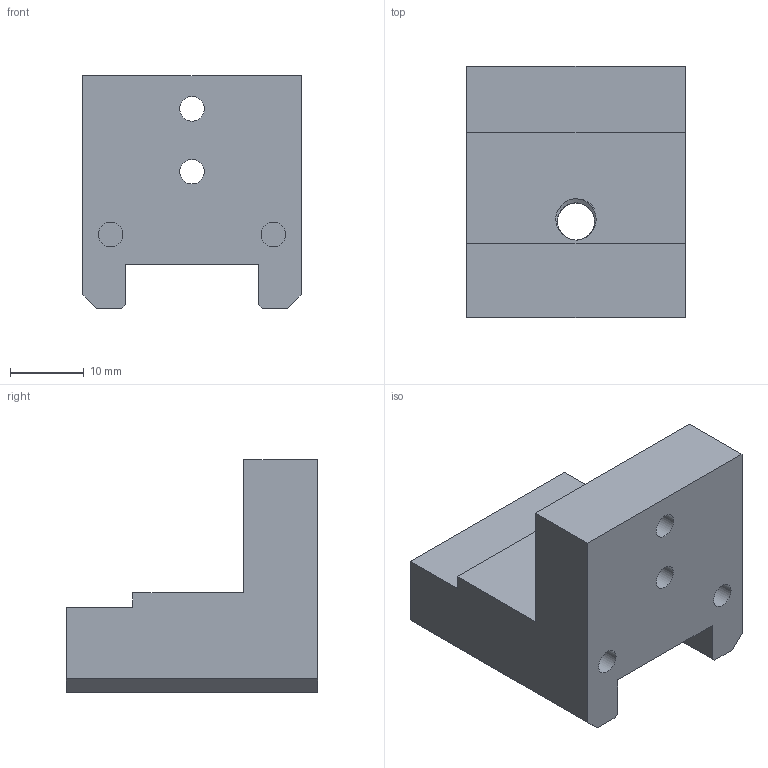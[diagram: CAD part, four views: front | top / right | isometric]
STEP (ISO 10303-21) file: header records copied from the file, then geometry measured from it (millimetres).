
FILE_DESCRIPTION(/* description */ (''),/* implementation_level */ '2;1');
FILE_NAME(/* name */ 'Z axis Holder block.step',/* time_stamp */ '2022-05-24T01:58:36-04:00',/* author */ (''),/* organization */ (''),/* preprocessor_version */ 'ST-DEVELOPER v18.1',/* originating_system */ 'Autodesk Translation Framework v10.14.0.1471',/* authorisation */ '');
FILE_SCHEMA (('AUTOMOTIVE_DESIGN { 1 0 10303 214 3 1 1 }'));
Length unit declared in the file: millimetre
Products named in the file (1): Z axis Holder block
Bounding box: 29.5 x 34 x 31.5 mm (x, y, z)
Volume: 13989.9 mm3; surface area: 5747.6 mm2
Topology: 1 solids, 1 shells, 43 faces, 117 edges, 78 vertices
Faces by surface type: cylinder 21, plane 20, bspline 2
Full cylindrical faces by diameter (mm): 3.3 x1, 3.332 x3, 5.035 x4, 6.147 x2
Entity records: 2566 total; most frequent: CARTESIAN_POINT 1499, ORIENTED_EDGE 234, DIRECTION 175, EDGE_CURVE 117, VERTEX_POINT 78, LINE 67, VECTOR 67, AXIS2_PLACEMENT_3D 54
